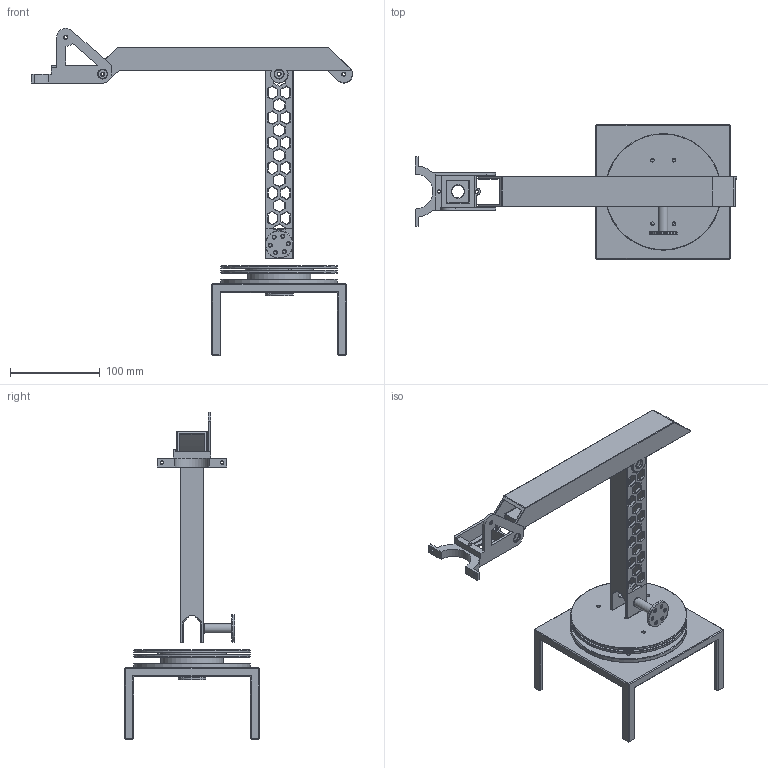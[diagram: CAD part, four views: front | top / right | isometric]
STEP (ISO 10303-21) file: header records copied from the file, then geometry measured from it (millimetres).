
FILE_DESCRIPTION(/* description */ (''),/* implementation_level */ '2;1');
FILE_NAME(/* name */ 'Puple.step',/* time_stamp */ '2025-12-07T11:03:58+08:00',/* author */ (''),/* organization */ (''),/* preprocessor_version */ 'ST-DEVELOPER v20.1',/* originating_system */ 'Autodesk Translation Framework v14.21.0.0',/* authorisation */ '');
FILE_SCHEMA (('AUTOMOTIVE_DESIGN { 1 0 10303 214 3 1 1 }'));
Length unit declared in the file: millimetre
Products named in the file (9): Robotic-Arm; 云台底座; 底座; 轴承固定; 大臂; 小臂; 支架; 底座转接件母; 转接件公
Assembly tree (8 placements, depth 2):
  Robotic-Arm
    云台底座
    底座
    轴承固定
    大臂
    小臂
    支架
    底座转接件母
    转接件公
Bounding box: 358.48 x 150 x 364.98 mm (x, y, z)
Volume: 451171.8 mm3; surface area: 242403.5 mm2
Topology: 9 solids, 9 shells, 1087 faces, 2563 edges, 1478 vertices
Faces by surface type: plane 841, cone 142, cylinder 101, bspline 3
Full cylindrical faces by diameter (mm): 3 x2, 3.5 x44, 4 x17, 6 x1, 8.5 x1, 8.6 x1, 10 x5, 10.5 x1, 14 x2, 31 x2, 40 x2, 70 x3, 76 x1, 90 x1, 130 x3
Entity records: 31304 total; most frequent: CARTESIAN_POINT 5809, ORIENTED_EDGE 5126, DIRECTION 5117, EDGE_CURVE 2563, LINE 2181, VECTOR 2181, VERTEX_POINT 1478, AXIS2_PLACEMENT_3D 1468
